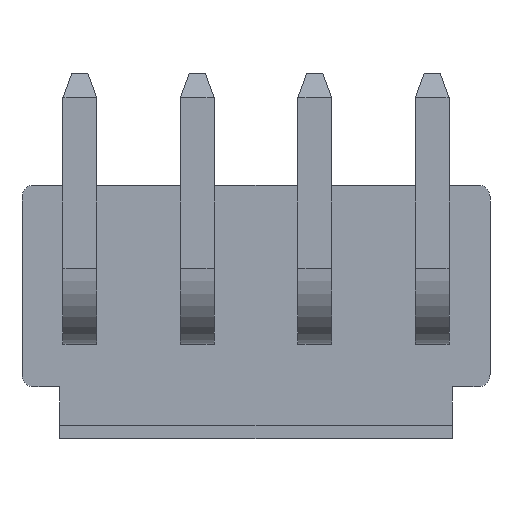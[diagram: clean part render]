
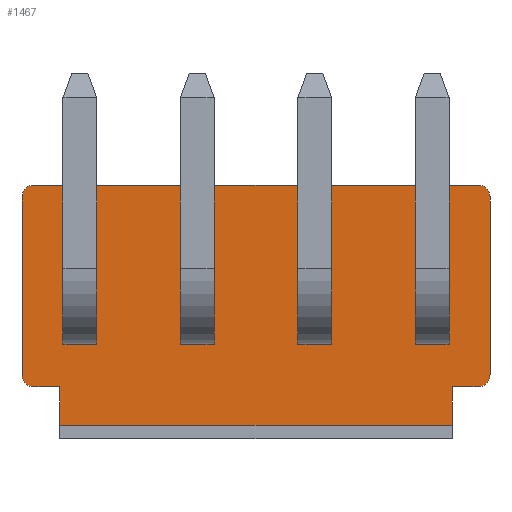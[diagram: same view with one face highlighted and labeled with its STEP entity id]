
A CAD part, front view. The second image highlights one B-rep face of the part: STEP entity #1467.
In plain terms, the highlighted planar face has unit normal (0, -1, 0).
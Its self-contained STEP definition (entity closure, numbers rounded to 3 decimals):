
#24=PLANE('',#1579);
#105=FACE_OUTER_BOUND('',#197,.T.);
#197=EDGE_LOOP('',(#1037,#1038,#1039,#1040,#1041,#1042,#1043,#1044,#1045,
#1046,#1047,#1048));
#289=LINE('',#2125,#477);
#292=LINE('',#2131,#480);
#293=LINE('',#2133,#481);
#294=LINE('',#2135,#482);
#295=LINE('',#2137,#483);
#296=LINE('',#2139,#484);
#297=LINE('',#2143,#485);
#298=LINE('',#2147,#486);
#477=VECTOR('',#1703,10.);
#480=VECTOR('',#1708,10.);
#481=VECTOR('',#1709,10.);
#482=VECTOR('',#1710,10.);
#483=VECTOR('',#1711,10.);
#484=VECTOR('',#1712,10.);
#485=VECTOR('',#1715,10.);
#486=VECTOR('',#1718,10.);
#664=CIRCLE('',#1577,0.4);
#665=CIRCLE('',#1580,0.4);
#666=CIRCLE('',#1581,0.4);
#667=CIRCLE('',#1582,0.4);
#689=VERTEX_POINT('',#2118);
#690=VERTEX_POINT('',#2120);
#691=VERTEX_POINT('',#2124);
#693=VERTEX_POINT('',#2130);
#694=VERTEX_POINT('',#2132);
#695=VERTEX_POINT('',#2134);
#696=VERTEX_POINT('',#2136);
#697=VERTEX_POINT('',#2138);
#698=VERTEX_POINT('',#2140);
#699=VERTEX_POINT('',#2142);
#700=VERTEX_POINT('',#2144);
#701=VERTEX_POINT('',#2146);
#819=EDGE_CURVE('',#689,#690,#664,.T.);
#821=EDGE_CURVE('',#691,#690,#289,.T.);
#824=EDGE_CURVE('',#689,#693,#292,.T.);
#825=EDGE_CURVE('',#694,#693,#293,.T.);
#826=EDGE_CURVE('',#694,#695,#294,.T.);
#827=EDGE_CURVE('',#696,#695,#295,.T.);
#828=EDGE_CURVE('',#696,#697,#296,.T.);
#829=EDGE_CURVE('',#698,#697,#665,.T.);
#830=EDGE_CURVE('',#698,#699,#297,.T.);
#831=EDGE_CURVE('',#700,#699,#666,.T.);
#832=EDGE_CURVE('',#700,#701,#298,.T.);
#833=EDGE_CURVE('',#691,#701,#667,.T.);
#1037=ORIENTED_EDGE('',*,*,#819,.F.);
#1038=ORIENTED_EDGE('',*,*,#824,.T.);
#1039=ORIENTED_EDGE('',*,*,#825,.F.);
#1040=ORIENTED_EDGE('',*,*,#826,.T.);
#1041=ORIENTED_EDGE('',*,*,#827,.F.);
#1042=ORIENTED_EDGE('',*,*,#828,.T.);
#1043=ORIENTED_EDGE('',*,*,#829,.F.);
#1044=ORIENTED_EDGE('',*,*,#830,.T.);
#1045=ORIENTED_EDGE('',*,*,#831,.F.);
#1046=ORIENTED_EDGE('',*,*,#832,.T.);
#1047=ORIENTED_EDGE('',*,*,#833,.F.);
#1048=ORIENTED_EDGE('',*,*,#821,.T.);
#1467=ADVANCED_FACE('',(#105),#24,.F.);
#1577=AXIS2_PLACEMENT_3D('',#2121,#1698,#1699);
#1579=AXIS2_PLACEMENT_3D('',#2129,#1706,#1707);
#1580=AXIS2_PLACEMENT_3D('',#2141,#1713,#1714);
#1581=AXIS2_PLACEMENT_3D('',#2145,#1716,#1717);
#1582=AXIS2_PLACEMENT_3D('',#2148,#1719,#1720);
#1698=DIRECTION('center_axis',(0.,1.,0.));
#1699=DIRECTION('ref_axis',(-0.707,0.,-0.707));
#1703=DIRECTION('',(0.,0.,-1.));
#1706=DIRECTION('center_axis',(0.,1.,0.));
#1707=DIRECTION('ref_axis',(1.,0.,0.));
#1708=DIRECTION('',(1.,0.,0.));
#1709=DIRECTION('',(0.,0.,1.));
#1710=DIRECTION('',(1.,0.,0.));
#1711=DIRECTION('',(0.,0.,-1.));
#1712=DIRECTION('',(1.,0.,0.));
#1713=DIRECTION('center_axis',(0.,1.,0.));
#1714=DIRECTION('ref_axis',(0.707,0.,-0.707));
#1715=DIRECTION('',(0.,0.,1.));
#1716=DIRECTION('center_axis',(0.,1.,0.));
#1717=DIRECTION('ref_axis',(0.707,0.,0.707));
#1718=DIRECTION('',(-1.,0.,0.));
#1719=DIRECTION('center_axis',(0.,1.,0.));
#1720=DIRECTION('ref_axis',(-0.707,0.,0.707));
#2118=CARTESIAN_POINT('',(-7.49,0.,-3.4));
#2120=CARTESIAN_POINT('',(-7.89,0.,-3.));
#2121=CARTESIAN_POINT('Origin',(-7.49,0.,-3.));
#2124=CARTESIAN_POINT('',(-7.89,0.,3.));
#2125=CARTESIAN_POINT('',(-7.89,0.,3.4));
#2129=CARTESIAN_POINT('Origin',(0.,0.,0.));
#2130=CARTESIAN_POINT('',(-6.62,0.,-3.4));
#2131=CARTESIAN_POINT('',(-7.89,0.,-3.4));
#2132=CARTESIAN_POINT('',(-6.62,0.,-4.7));
#2133=CARTESIAN_POINT('',(-6.62,0.,-3.4));
#2134=CARTESIAN_POINT('',(6.62,0.,-4.7));
#2135=CARTESIAN_POINT('',(0.,0.,-4.7));
#2136=CARTESIAN_POINT('',(6.62,0.,-3.4));
#2137=CARTESIAN_POINT('',(6.62,0.,-3.4));
#2138=CARTESIAN_POINT('',(7.49,0.,-3.4));
#2139=CARTESIAN_POINT('',(-7.89,0.,-3.4));
#2140=CARTESIAN_POINT('',(7.89,0.,-3.));
#2141=CARTESIAN_POINT('Origin',(7.49,0.,-3.));
#2142=CARTESIAN_POINT('',(7.89,0.,3.));
#2143=CARTESIAN_POINT('',(7.89,0.,-3.4));
#2144=CARTESIAN_POINT('',(7.49,0.,3.4));
#2145=CARTESIAN_POINT('Origin',(7.49,0.,3.));
#2146=CARTESIAN_POINT('',(-7.49,0.,3.4));
#2147=CARTESIAN_POINT('',(7.89,0.,3.4));
#2148=CARTESIAN_POINT('Origin',(-7.49,0.,3.));
